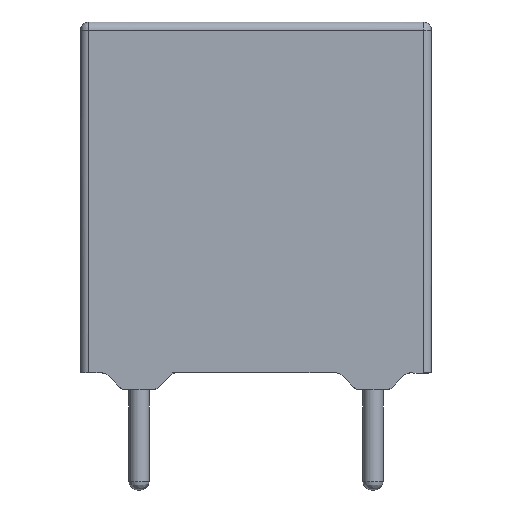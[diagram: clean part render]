
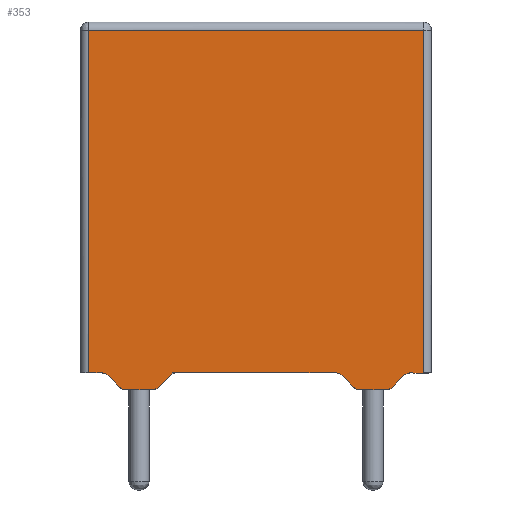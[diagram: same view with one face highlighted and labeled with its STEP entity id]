
A CAD part, front view. The second image highlights one B-rep face of the part: STEP entity #353.
In plain terms, the highlighted planar face has unit normal (0, -1, 0).
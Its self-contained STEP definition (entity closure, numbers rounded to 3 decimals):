
#75=(
BOUNDED_CURVE()
B_SPLINE_CURVE(2,(#2960,#2961,#2962),.UNSPECIFIED.,.F.,.F.)
B_SPLINE_CURVE_WITH_KNOTS((3,3),(0.,0.196),.UNSPECIFIED.)
CURVE()
GEOMETRIC_REPRESENTATION_ITEM()
RATIONAL_B_SPLINE_CURVE((1.,0.924,1.))
REPRESENTATION_ITEM('')
);
#76=(
BOUNDED_CURVE()
B_SPLINE_CURVE(2,(#2975,#2976,#2977),.UNSPECIFIED.,.F.,.F.)
B_SPLINE_CURVE_WITH_KNOTS((3,3),(0.,0.196),.UNSPECIFIED.)
CURVE()
GEOMETRIC_REPRESENTATION_ITEM()
RATIONAL_B_SPLINE_CURVE((1.,0.924,1.))
REPRESENTATION_ITEM('')
);
#78=(
BOUNDED_CURVE()
B_SPLINE_CURVE(2,(#2981,#2982,#2983),.UNSPECIFIED.,.F.,.F.)
B_SPLINE_CURVE_WITH_KNOTS((3,3),(0.,0.196),.UNSPECIFIED.)
CURVE()
GEOMETRIC_REPRESENTATION_ITEM()
RATIONAL_B_SPLINE_CURVE((1.,0.924,1.))
REPRESENTATION_ITEM('')
);
#83=(
BOUNDED_CURVE()
B_SPLINE_CURVE(2,(#3056,#3057,#3058),.UNSPECIFIED.,.F.,.F.)
B_SPLINE_CURVE_WITH_KNOTS((3,3),(0.,0.196),.UNSPECIFIED.)
CURVE()
GEOMETRIC_REPRESENTATION_ITEM()
RATIONAL_B_SPLINE_CURVE((1.,0.924,1.))
REPRESENTATION_ITEM('')
);
#85=(
BOUNDED_CURVE()
B_SPLINE_CURVE(2,(#3061,#3062,#3063),.UNSPECIFIED.,.F.,.F.)
B_SPLINE_CURVE_WITH_KNOTS((3,3),(0.,0.196),.UNSPECIFIED.)
CURVE()
GEOMETRIC_REPRESENTATION_ITEM()
RATIONAL_B_SPLINE_CURVE((1.,0.924,1.))
REPRESENTATION_ITEM('')
);
#87=(
BOUNDED_CURVE()
B_SPLINE_CURVE(2,(#3067,#3068,#3069),.UNSPECIFIED.,.F.,.F.)
B_SPLINE_CURVE_WITH_KNOTS((3,3),(0.,0.196),.UNSPECIFIED.)
CURVE()
GEOMETRIC_REPRESENTATION_ITEM()
RATIONAL_B_SPLINE_CURVE((1.,0.924,1.))
REPRESENTATION_ITEM('')
);
#89=(
BOUNDED_CURVE()
B_SPLINE_CURVE(2,(#3073,#3074,#3075),.UNSPECIFIED.,.F.,.F.)
B_SPLINE_CURVE_WITH_KNOTS((3,3),(0.,0.196),.UNSPECIFIED.)
CURVE()
GEOMETRIC_REPRESENTATION_ITEM()
RATIONAL_B_SPLINE_CURVE((1.,0.924,1.))
REPRESENTATION_ITEM('')
);
#353=ADVANCED_FACE('',(#440),#1882,.T.);
#440=FACE_OUTER_BOUND('',#527,.T.);
#527=EDGE_LOOP('',(#646,#647,#648,#649,#650,#651,#652,#653,#654,#655,#656,
#657,#658,#659,#660,#661,#662,#663,#664));
#646=ORIENTED_EDGE('',*,*,#1277,.F.);
#647=ORIENTED_EDGE('',*,*,#1255,.F.);
#648=ORIENTED_EDGE('',*,*,#1275,.F.);
#649=ORIENTED_EDGE('',*,*,#1254,.F.);
#650=ORIENTED_EDGE('',*,*,#1273,.F.);
#651=ORIENTED_EDGE('',*,*,#1253,.F.);
#652=ORIENTED_EDGE('',*,*,#1271,.F.);
#653=ORIENTED_EDGE('',*,*,#1111,.F.);
#654=ORIENTED_EDGE('',*,*,#1123,.F.);
#655=ORIENTED_EDGE('',*,*,#1124,.F.);
#656=ORIENTED_EDGE('',*,*,#1125,.F.);
#657=ORIENTED_EDGE('',*,*,#1231,.F.);
#658=ORIENTED_EDGE('',*,*,#1249,.F.);
#659=ORIENTED_EDGE('',*,*,#1230,.F.);
#660=ORIENTED_EDGE('',*,*,#1247,.F.);
#661=ORIENTED_EDGE('',*,*,#1229,.F.);
#662=ORIENTED_EDGE('',*,*,#1245,.F.);
#663=ORIENTED_EDGE('',*,*,#1107,.F.);
#664=ORIENTED_EDGE('',*,*,#1256,.F.);
#1107=EDGE_CURVE('',#1632,#1709,#1408,.T.);
#1111=EDGE_CURVE('',#1642,#1738,#1412,.T.);
#1123=EDGE_CURVE('',#1654,#1642,#1424,.T.);
#1124=EDGE_CURVE('',#1655,#1654,#1425,.T.);
#1125=EDGE_CURVE('',#1644,#1655,#1426,.T.);
#1229=EDGE_CURVE('',#1711,#1710,#1481,.T.);
#1230=EDGE_CURVE('',#1713,#1712,#1482,.T.);
#1231=EDGE_CURVE('',#1714,#1644,#1483,.T.);
#1245=EDGE_CURVE('',#1709,#1711,#75,.T.);
#1247=EDGE_CURVE('',#1710,#1713,#76,.T.);
#1249=EDGE_CURVE('',#1712,#1714,#78,.T.);
#1253=EDGE_CURVE('',#1725,#1724,#1498,.T.);
#1254=EDGE_CURVE('',#1727,#1726,#1499,.T.);
#1255=EDGE_CURVE('',#1729,#1728,#1500,.T.);
#1256=EDGE_CURVE('',#1730,#1632,#1501,.T.);
#1271=EDGE_CURVE('',#1738,#1725,#83,.T.);
#1273=EDGE_CURVE('',#1724,#1727,#85,.T.);
#1275=EDGE_CURVE('',#1726,#1729,#87,.T.);
#1277=EDGE_CURVE('',#1728,#1730,#89,.T.);
#1408=B_SPLINE_CURVE_WITH_KNOTS('',1,(#2572,#2573),.UNSPECIFIED.,.F.,.F.,
(2,2),(-4.,-3.146),.UNSPECIFIED.);
#1412=B_SPLINE_CURVE_WITH_KNOTS('',1,(#2580,#2581),.UNSPECIFIED.,.F.,.F.,
(2,2),(-8.667,-8.138),.UNSPECIFIED.);
#1424=B_SPLINE_CURVE_WITH_KNOTS('',1,(#2604,#2605),.UNSPECIFIED.,.F.,.F.,
(2,2),(0.25,10.5),.UNSPECIFIED.);
#1425=B_SPLINE_CURVE_WITH_KNOTS('',1,(#2606,#2607),.UNSPECIFIED.,.F.,.F.,
(2,2),(0.25,10.25),.UNSPECIFIED.);
#1426=B_SPLINE_CURVE_WITH_KNOTS('',1,(#2608,#2609),.UNSPECIFIED.,.F.,.F.,
(2,2),(0.,10.25),.UNSPECIFIED.);
#1481=B_SPLINE_CURVE_WITH_KNOTS('',1,(#2899,#2900),.UNSPECIFIED.,.F.,.F.,
(2,2),(-2.896,-2.104),.UNSPECIFIED.);
#1482=B_SPLINE_CURVE_WITH_KNOTS('',1,(#2901,#2902),.UNSPECIFIED.,.F.,.F.,
(2,2),(-1.854,-1.146),.UNSPECIFIED.);
#1483=B_SPLINE_CURVE_WITH_KNOTS('',1,(#2903,#2904),.UNSPECIFIED.,.F.,.F.,
(2,2),(-0.862,-0.333),.UNSPECIFIED.);
#1498=B_SPLINE_CURVE_WITH_KNOTS('',1,(#3000,#3001),.UNSPECIFIED.,.F.,.F.,
(2,2),(-7.854,-7.146),.UNSPECIFIED.);
#1499=B_SPLINE_CURVE_WITH_KNOTS('',1,(#3002,#3003),.UNSPECIFIED.,.F.,.F.,
(2,2),(-6.896,-6.104),.UNSPECIFIED.);
#1500=B_SPLINE_CURVE_WITH_KNOTS('',1,(#3004,#3005),.UNSPECIFIED.,.F.,.F.,
(2,2),(-5.854,-5.146),.UNSPECIFIED.);
#1501=B_SPLINE_CURVE_WITH_KNOTS('',1,(#3006,#3007),.UNSPECIFIED.,.F.,.F.,
(2,2),(-4.979,-4.),.UNSPECIFIED.);
#1632=VERTEX_POINT('',#2408);
#1642=VERTEX_POINT('',#2418);
#1644=VERTEX_POINT('',#2420);
#1654=VERTEX_POINT('',#2430);
#1655=VERTEX_POINT('',#2431);
#1709=VERTEX_POINT('',#2485);
#1710=VERTEX_POINT('',#2486);
#1711=VERTEX_POINT('',#2487);
#1712=VERTEX_POINT('',#2488);
#1713=VERTEX_POINT('',#2489);
#1714=VERTEX_POINT('',#2490);
#1724=VERTEX_POINT('',#2500);
#1725=VERTEX_POINT('',#2501);
#1726=VERTEX_POINT('',#2502);
#1727=VERTEX_POINT('',#2503);
#1728=VERTEX_POINT('',#2504);
#1729=VERTEX_POINT('',#2505);
#1730=VERTEX_POINT('',#2506);
#1738=VERTEX_POINT('',#2514);
#1882=PLANE('',#1939);
#1939=AXIS2_PLACEMENT_3D('',#2285,#1979,$);
#1979=DIRECTION('',(0.,-1.,0.));
#2285=CARTESIAN_POINT('',(6.563,-2.5,-1.375));
#2408=CARTESIAN_POINT('',(-2.5,-2.5,0.5));
#2418=CARTESIAN_POINT('',(5.,-2.5,0.5));
#2420=CARTESIAN_POINT('',(-5.,-2.5,0.5));
#2430=CARTESIAN_POINT('',(5.,-2.5,10.75));
#2431=CARTESIAN_POINT('',(-5.,-2.5,10.75));
#2485=CARTESIAN_POINT('',(-2.927,-2.5,0.073));
#2486=CARTESIAN_POINT('',(-3.896,-2.5,0.));
#2487=CARTESIAN_POINT('',(-3.104,-2.5,0.));
#2488=CARTESIAN_POINT('',(-4.427,-2.5,0.427));
#2489=CARTESIAN_POINT('',(-4.073,-2.5,0.073));
#2490=CARTESIAN_POINT('',(-4.604,-2.5,0.5));
#2500=CARTESIAN_POINT('',(4.073,-2.5,0.073));
#2501=CARTESIAN_POINT('',(4.427,-2.5,0.427));
#2502=CARTESIAN_POINT('',(3.104,-2.5,0.));
#2503=CARTESIAN_POINT('',(3.896,-2.5,0.));
#2504=CARTESIAN_POINT('',(2.573,-2.5,0.427));
#2505=CARTESIAN_POINT('',(2.927,-2.5,0.073));
#2506=CARTESIAN_POINT('',(2.396,-2.5,0.5));
#2514=CARTESIAN_POINT('',(4.604,-2.5,0.5));
#2572=CARTESIAN_POINT('',(-2.5,-2.5,0.5));
#2573=CARTESIAN_POINT('',(-2.927,-2.5,0.073));
#2580=CARTESIAN_POINT('',(5.,-2.5,0.5));
#2581=CARTESIAN_POINT('',(4.604,-2.5,0.5));
#2604=CARTESIAN_POINT('',(5.,-2.5,10.75));
#2605=CARTESIAN_POINT('',(5.,-2.5,0.5));
#2606=CARTESIAN_POINT('',(-5.,-2.5,10.75));
#2607=CARTESIAN_POINT('',(5.,-2.5,10.75));
#2608=CARTESIAN_POINT('',(-5.,-2.5,0.5));
#2609=CARTESIAN_POINT('',(-5.,-2.5,10.75));
#2899=CARTESIAN_POINT('',(-3.104,-2.5,0.));
#2900=CARTESIAN_POINT('',(-3.896,-2.5,0.));
#2901=CARTESIAN_POINT('',(-4.073,-2.5,0.073));
#2902=CARTESIAN_POINT('',(-4.427,-2.5,0.427));
#2903=CARTESIAN_POINT('',(-4.604,-2.5,0.5));
#2904=CARTESIAN_POINT('',(-5.,-2.5,0.5));
#2960=CARTESIAN_POINT('',(-2.927,-2.5,0.073));
#2961=CARTESIAN_POINT('',(-3.,-2.5,0.));
#2962=CARTESIAN_POINT('',(-3.104,-2.5,0.));
#2975=CARTESIAN_POINT('',(-3.896,-2.5,0.));
#2976=CARTESIAN_POINT('',(-4.,-2.5,0.));
#2977=CARTESIAN_POINT('',(-4.073,-2.5,0.073));
#2981=CARTESIAN_POINT('',(-4.427,-2.5,0.427));
#2982=CARTESIAN_POINT('',(-4.5,-2.5,0.5));
#2983=CARTESIAN_POINT('',(-4.604,-2.5,0.5));
#3000=CARTESIAN_POINT('',(4.427,-2.5,0.427));
#3001=CARTESIAN_POINT('',(4.073,-2.5,0.073));
#3002=CARTESIAN_POINT('',(3.896,-2.5,0.));
#3003=CARTESIAN_POINT('',(3.104,-2.5,0.));
#3004=CARTESIAN_POINT('',(2.927,-2.5,0.073));
#3005=CARTESIAN_POINT('',(2.573,-2.5,0.427));
#3006=CARTESIAN_POINT('',(2.396,-2.5,0.5));
#3007=CARTESIAN_POINT('',(-2.5,-2.5,0.5));
#3056=CARTESIAN_POINT('',(4.604,-2.5,0.5));
#3057=CARTESIAN_POINT('',(4.5,-2.5,0.5));
#3058=CARTESIAN_POINT('',(4.427,-2.5,0.427));
#3061=CARTESIAN_POINT('',(4.073,-2.5,0.073));
#3062=CARTESIAN_POINT('',(4.,-2.5,0.));
#3063=CARTESIAN_POINT('',(3.896,-2.5,0.));
#3067=CARTESIAN_POINT('',(3.104,-2.5,0.));
#3068=CARTESIAN_POINT('',(3.,-2.5,0.));
#3069=CARTESIAN_POINT('',(2.927,-2.5,0.073));
#3073=CARTESIAN_POINT('',(2.573,-2.5,0.427));
#3074=CARTESIAN_POINT('',(2.5,-2.5,0.5));
#3075=CARTESIAN_POINT('',(2.396,-2.5,0.5));
